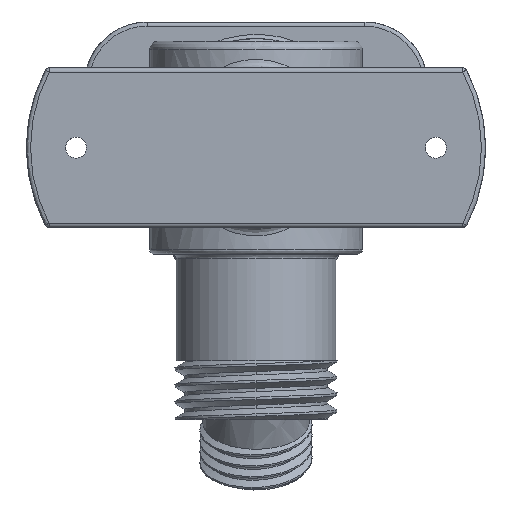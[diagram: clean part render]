
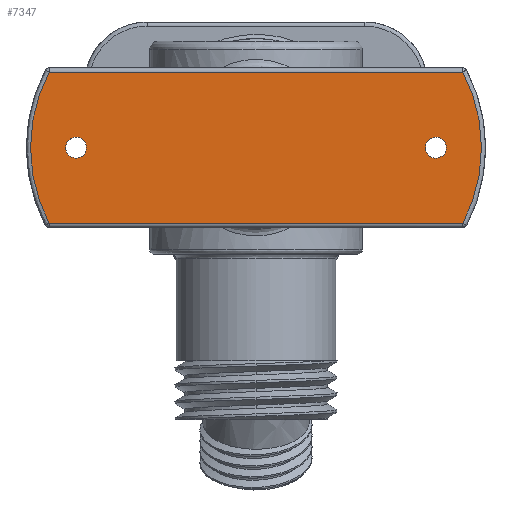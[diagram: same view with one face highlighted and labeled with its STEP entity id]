
A CAD part, left-side view. The second image highlights one B-rep face of the part: STEP entity #7347.
In plain terms, the highlighted free-form (B-spline) face has degree [1, 1] with [2, 2] control points.
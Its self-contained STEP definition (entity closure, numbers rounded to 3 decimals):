
#6558 = VERTEX_POINT('',#6559);
#6559 = CARTESIAN_POINT('',(-55.124,73.597,
    26.891));
#6719 = VERTEX_POINT('',#6720);
#6720 = CARTESIAN_POINT('',(-55.124,73.597,
    -26.891));
#6778 = VERTEX_POINT('',#6779);
#6779 = CARTESIAN_POINT('',(-55.124,-73.597,
    26.891));
#6837 = EDGE_CURVE('',#6558,#6778,#6838,.T.);
#6838 = B_SPLINE_CURVE_WITH_KNOTS('',1,(#6839,#6840),.UNSPECIFIED.,.F.,
  .F.,(2,2),(-74.399,24.399),.PIECEWISE_BEZIER_KNOTS.);
#6839 = CARTESIAN_POINT('',(-55.124,73.597,
    26.891));
#6840 = CARTESIAN_POINT('',(-55.124,-73.597,
    26.891));
#6859 = VERTEX_POINT('',#6860);
#6860 = CARTESIAN_POINT('',(-55.124,-73.597,
    -26.891));
#6918 = EDGE_CURVE('',#6778,#6859,#6919,.T.);
#6919 = ( BOUNDED_CURVE() B_SPLINE_CURVE(2,(#6920,#6921,#6922),
.UNSPECIFIED.,.F.,.F.) B_SPLINE_CURVE_WITH_KNOTS((3,3),(5.802,
6.765),.PIECEWISE_BEZIER_KNOTS.) CURVE() 
GEOMETRIC_REPRESENTATION_ITEM() RATIONAL_B_SPLINE_CURVE((1.,
0.886,1.)) REPRESENTATION_ITEM('') );
#6920 = CARTESIAN_POINT('',(-55.124,-73.597,
    26.891));
#6921 = CARTESIAN_POINT('',(-55.124,-87.646,
    0.));
#6922 = CARTESIAN_POINT('',(-55.124,-73.597,
    -26.891));
#6945 = EDGE_CURVE('',#6859,#6719,#6946,.T.);
#6946 = B_SPLINE_CURVE_WITH_KNOTS('',1,(#6947,#6948),.UNSPECIFIED.,.F.,
  .F.,(2,2),(-74.399,24.399),.PIECEWISE_BEZIER_KNOTS.);
#6947 = CARTESIAN_POINT('',(-55.124,-73.597,
    -26.891));
#6948 = CARTESIAN_POINT('',(-55.124,73.597,
    -26.891));
#6967 = EDGE_CURVE('',#6719,#6558,#6968,.T.);
#6968 = ( BOUNDED_CURVE() B_SPLINE_CURVE(2,(#6969,#6970,#6971),
.UNSPECIFIED.,.F.,.F.) B_SPLINE_CURVE_WITH_KNOTS((3,3),(5.802,
6.765),.PIECEWISE_BEZIER_KNOTS.) CURVE() 
GEOMETRIC_REPRESENTATION_ITEM() RATIONAL_B_SPLINE_CURVE((1.,
0.886,1.)) REPRESENTATION_ITEM('') );
#6969 = CARTESIAN_POINT('',(-55.124,73.597,
    -26.891));
#6970 = CARTESIAN_POINT('',(-55.124,87.646,
    0.));
#6971 = CARTESIAN_POINT('',(-55.124,73.597,
    26.891));
#7347 = ADVANCED_FACE('',(#7348,#7354,#7368),#7382,.T.);
#7348 = FACE_BOUND('',#7349,.T.);
#7349 = EDGE_LOOP('',(#7350,#7351,#7352,#7353));
#7350 = ORIENTED_EDGE('',*,*,#6837,.F.);
#7351 = ORIENTED_EDGE('',*,*,#6967,.F.);
#7352 = ORIENTED_EDGE('',*,*,#6945,.F.);
#7353 = ORIENTED_EDGE('',*,*,#6918,.F.);
#7354 = FACE_BOUND('',#7355,.T.);
#7355 = EDGE_LOOP('',(#7356));
#7356 = ORIENTED_EDGE('',*,*,#7357,.T.);
#7357 = EDGE_CURVE('',#7358,#7358,#7360,.T.);
#7358 = VERTEX_POINT('',#7359);
#7359 = CARTESIAN_POINT('',(-55.124,-60.269,
    0.));
#7360 = ( BOUNDED_CURVE() B_SPLINE_CURVE(2,(#7361,#7362,#7363,#7364,
#7365,#7366,#7367),.UNSPECIFIED.,.T.,.F.) B_SPLINE_CURVE_WITH_KNOTS((3,2
    ,2,3),(3.142,5.236,7.33,9.425),
.PIECEWISE_BEZIER_KNOTS.) CURVE() GEOMETRIC_REPRESENTATION_ITEM() 
RATIONAL_B_SPLINE_CURVE((1.,0.5,1.,0.5,1.,0.5,1.)) REPRESENTATION_ITEM(
  '') );
#7361 = CARTESIAN_POINT('',(-55.124,-60.269,
    0.));
#7362 = CARTESIAN_POINT('',(-55.124,-60.269,
    6.451));
#7363 = CARTESIAN_POINT('',(-55.124,-65.856,
    3.226));
#7364 = CARTESIAN_POINT('',(-55.124,-71.442,
    0.));
#7365 = CARTESIAN_POINT('',(-55.124,-65.856,
    -3.226));
#7366 = CARTESIAN_POINT('',(-55.124,-60.269,
    -6.451));
#7367 = CARTESIAN_POINT('',(-55.124,-60.269,
    0.));
#7368 = FACE_BOUND('',#7369,.T.);
#7369 = EDGE_LOOP('',(#7370));
#7370 = ORIENTED_EDGE('',*,*,#7371,.T.);
#7371 = EDGE_CURVE('',#7372,#7372,#7374,.T.);
#7372 = VERTEX_POINT('',#7373);
#7373 = CARTESIAN_POINT('',(-55.124,67.718,
    0.));
#7374 = ( BOUNDED_CURVE() B_SPLINE_CURVE(2,(#7375,#7376,#7377,#7378,
#7379,#7380,#7381),.UNSPECIFIED.,.T.,.F.) B_SPLINE_CURVE_WITH_KNOTS((3,2
    ,2,3),(3.142,5.236,7.33,9.425),
.PIECEWISE_BEZIER_KNOTS.) CURVE() GEOMETRIC_REPRESENTATION_ITEM() 
RATIONAL_B_SPLINE_CURVE((1.,0.5,1.,0.5,1.,0.5,1.)) REPRESENTATION_ITEM(
  '') );
#7375 = CARTESIAN_POINT('',(-55.124,67.718,
    0.));
#7376 = CARTESIAN_POINT('',(-55.124,67.718,
    6.451));
#7377 = CARTESIAN_POINT('',(-55.124,62.131,
    3.226));
#7378 = CARTESIAN_POINT('',(-55.124,56.544,
    0.));
#7379 = CARTESIAN_POINT('',(-55.124,62.131,
    -3.226));
#7380 = CARTESIAN_POINT('',(-55.124,67.718,
    -6.451));
#7381 = CARTESIAN_POINT('',(-55.124,67.718,
    0.));
#7382 = B_SPLINE_SURFACE_WITH_KNOTS('',1,1,(
    (#7383,#7384)
    ,(#7385,#7386
    )),.UNSPECIFIED.,.F.,.F.,.F.,(2,2),(2,2),(-53.83,
    53.83),(-18.05,18.05),.PIECEWISE_BEZIER_KNOTS.);
#7383 = CARTESIAN_POINT('',(-55.124,80.198,
    -26.891));
#7384 = CARTESIAN_POINT('',(-55.124,80.198,
    26.891));
#7385 = CARTESIAN_POINT('',(-55.124,-80.198,
    -26.891));
#7386 = CARTESIAN_POINT('',(-55.124,-80.198,
    26.891));
